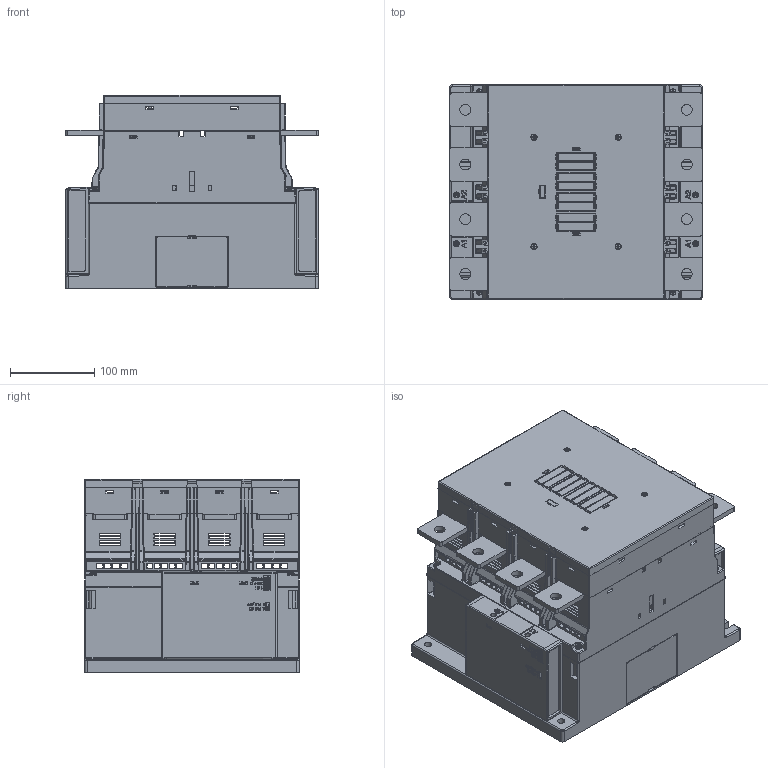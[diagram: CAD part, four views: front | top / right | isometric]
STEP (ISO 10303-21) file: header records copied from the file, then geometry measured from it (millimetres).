
FILE_DESCRIPTION(/* description */ (''),/* implementation_level */ '2;1');
FILE_NAME(/* name */ 'FILE_STP_CAD_DRAWING_3D_BF420T4-630T4_prt.stp',/* time_stamp */ '2024-10-04T19:25:48+02:00',/* author */ (''),/* organization */ (''),/* preprocessor_version */ 'ST-DEVELOPER v16.7',/* originating_system */ 'SIEMENS PLM Software NX 12.0',/* authorisation */ '');
FILE_SCHEMA (('AUTOMOTIVE_DESIGN { 1 0 10303 214 3 1 1 1 }'));
Products named in the file (1): 3D_BF420T4-630T4
Bounding box: 300.1 x 255 x 230 mm (x, y, z)
Surface area: 738452.2 mm2 (no closed solid volume)
Topology: 0 solids, 62 shells, 4101 faces, 15901 edges, 11703 vertices
Faces by surface type: plane 2248, cylinder 1155, cone 313, bspline 222, sphere 70, torus 51, extrusion 42
Full cylindrical faces by diameter (mm): 2.4 x4, 2.85 x4, 2.9 x4, 3 x4, 3.4 x4, 3.48 x4, 3.5 x2, 3.54 x4, 3.8 x4, 4 x2, 4.1 x4, 6.2 x4, 8.6 x2, 13 x8
Entity records: 182930 total; most frequent: CARTESIAN_POINT 51270, DIRECTION 26985, ORIENTED_EDGE 24895, EDGE_CURVE 15669, VERTEX_POINT 11645, VECTOR 10375, LINE 10333, AXIS2_PLACEMENT_3D 8305
